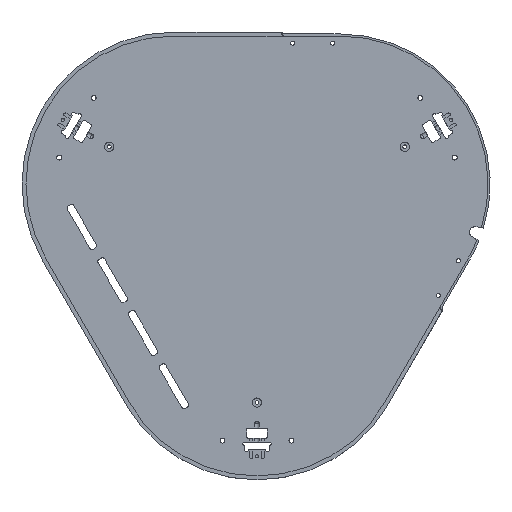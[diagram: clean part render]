
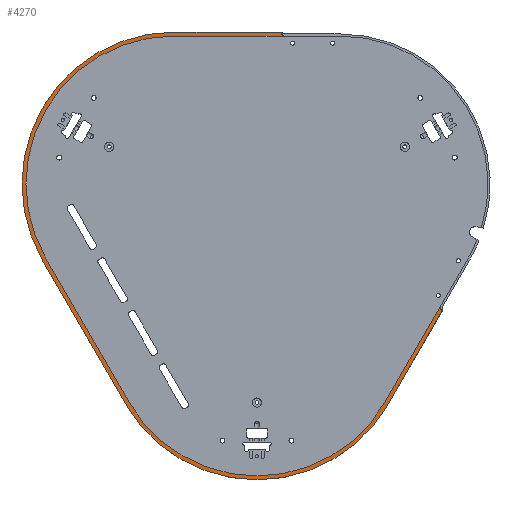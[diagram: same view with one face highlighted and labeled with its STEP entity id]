
A CAD part, top view. The second image highlights one B-rep face of the part: STEP entity #4270.
In plain terms, the highlighted planar face has unit normal (0, 0, 1).
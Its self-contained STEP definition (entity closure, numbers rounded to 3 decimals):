
#229=PLANE('',#4634);
#386=FACE_OUTER_BOUND('',#655,.T.);
#655=EDGE_LOOP('',(#3481,#3482,#3483,#3484,#3485,#3486,#3487,#3488,#3489,
#3490,#3491,#3492));
#980=LINE('',#6888,#1451);
#985=LINE('',#6902,#1456);
#988=LINE('',#6910,#1459);
#991=LINE('',#6917,#1462);
#992=LINE('',#6920,#1463);
#993=LINE('',#6924,#1464);
#1451=VECTOR('',#5470,87.3);
#1456=VECTOR('',#5485,90.5);
#1459=VECTOR('',#5494,135.);
#1462=VECTOR('',#5503,90.5);
#1463=VECTOR('',#5506,87.3);
#1464=VECTOR('',#5509,135.);
#1885=CIRCLE('',#4624,3.2);
#1886=CIRCLE('',#4626,3.2);
#1887=CIRCLE('',#4629,120.207);
#1888=CIRCLE('',#4632,120.207);
#1889=CIRCLE('',#4635,123.407);
#1890=CIRCLE('',#4636,123.407);
#2254=VERTEX_POINT('',#6885);
#2255=VERTEX_POINT('',#6887);
#2256=VERTEX_POINT('',#6891);
#2257=VERTEX_POINT('',#6895);
#2258=VERTEX_POINT('',#6896);
#2259=VERTEX_POINT('',#6901);
#2260=VERTEX_POINT('',#6905);
#2261=VERTEX_POINT('',#6909);
#2262=VERTEX_POINT('',#6913);
#2263=VERTEX_POINT('',#6919);
#2264=VERTEX_POINT('',#6921);
#2265=VERTEX_POINT('',#6923);
#2701=EDGE_CURVE('',#2254,#2255,#980,.T.);
#2703=EDGE_CURVE('',#2254,#2256,#1885,.T.);
#2705=EDGE_CURVE('',#2257,#2258,#1886,.T.);
#2708=EDGE_CURVE('',#2257,#2259,#985,.T.);
#2710=EDGE_CURVE('',#2259,#2260,#1887,.T.);
#2712=EDGE_CURVE('',#2260,#2261,#988,.T.);
#2714=EDGE_CURVE('',#2261,#2262,#1888,.T.);
#2716=EDGE_CURVE('',#2262,#2256,#991,.T.);
#2717=EDGE_CURVE('',#2263,#2258,#992,.T.);
#2718=EDGE_CURVE('',#2264,#2263,#1889,.T.);
#2719=EDGE_CURVE('',#2265,#2264,#993,.T.);
#2720=EDGE_CURVE('',#2255,#2265,#1890,.T.);
#3481=ORIENTED_EDGE('',*,*,#2705,.T.);
#3482=ORIENTED_EDGE('',*,*,#2717,.F.);
#3483=ORIENTED_EDGE('',*,*,#2718,.F.);
#3484=ORIENTED_EDGE('',*,*,#2719,.F.);
#3485=ORIENTED_EDGE('',*,*,#2720,.F.);
#3486=ORIENTED_EDGE('',*,*,#2701,.F.);
#3487=ORIENTED_EDGE('',*,*,#2703,.T.);
#3488=ORIENTED_EDGE('',*,*,#2716,.F.);
#3489=ORIENTED_EDGE('',*,*,#2714,.F.);
#3490=ORIENTED_EDGE('',*,*,#2712,.F.);
#3491=ORIENTED_EDGE('',*,*,#2710,.F.);
#3492=ORIENTED_EDGE('',*,*,#2708,.F.);
#4270=ADVANCED_FACE('',(#386),#229,.T.);
#4624=AXIS2_PLACEMENT_3D('',#6892,#5474,#5475);
#4626=AXIS2_PLACEMENT_3D('',#6897,#5479,#5480);
#4629=AXIS2_PLACEMENT_3D('',#6906,#5489,#5490);
#4632=AXIS2_PLACEMENT_3D('',#6914,#5498,#5499);
#4634=AXIS2_PLACEMENT_3D('',#6918,#5504,#5505);
#4635=AXIS2_PLACEMENT_3D('',#6922,#5507,#5508);
#4636=AXIS2_PLACEMENT_3D('',#6925,#5510,#5511);
#5470=DIRECTION('',(-0.5,-0.866,0.));
#5474=DIRECTION('center_axis',(0.,0.,-1.));
#5475=DIRECTION('ref_axis',(-0.866,0.5,0.));
#5479=DIRECTION('center_axis',(0.,0.,-1.));
#5480=DIRECTION('ref_axis',(-1.,0.,0.));
#5485=DIRECTION('',(-1.,0.,0.));
#5489=DIRECTION('center_axis',(0.,0.,1.));
#5490=DIRECTION('ref_axis',(0.,1.,0.));
#5494=DIRECTION('',(0.5,-0.866,0.));
#5498=DIRECTION('center_axis',(0.,0.,1.));
#5499=DIRECTION('ref_axis',(-0.866,-0.5,0.));
#5503=DIRECTION('',(0.5,0.866,0.));
#5504=DIRECTION('center_axis',(0.,0.,1.));
#5505=DIRECTION('ref_axis',(1.,0.,0.));
#5506=DIRECTION('',(1.,0.,0.));
#5507=DIRECTION('center_axis',(0.,0.,-1.));
#5508=DIRECTION('ref_axis',(0.,1.,0.));
#5509=DIRECTION('',(-0.5,0.866,0.));
#5510=DIRECTION('center_axis',(0.,0.,-1.));
#5511=DIRECTION('ref_axis',(-0.866,-0.5,0.));
#6885=CARTESIAN_POINT('',(178.523,105.403,7.));
#6887=CARTESIAN_POINT('',(134.873,29.799,7.));
#6888=CARTESIAN_POINT('',(151.748,59.028,7.));
#6891=CARTESIAN_POINT('',(177.352,109.775,7.));
#6892=CARTESIAN_POINT('Origin',(180.123,108.175,7.));
#6895=CARTESIAN_POINT('',(51.,328.623,7.));
#6896=CARTESIAN_POINT('',(47.8,331.823,7.));
#6897=CARTESIAN_POINT('Origin',(51.,331.823,7.));
#6901=CARTESIAN_POINT('',(-39.5,328.623,7.));
#6902=CARTESIAN_POINT('',(-5.75,328.623,7.));
#6905=CARTESIAN_POINT('',(-143.602,148.313,7.));
#6906=CARTESIAN_POINT('Origin',(-39.5,208.416,7.));
#6909=CARTESIAN_POINT('',(-76.102,31.399,7.));
#6910=CARTESIAN_POINT('',(-92.977,60.628,7.));
#6913=CARTESIAN_POINT('',(132.102,31.399,7.));
#6914=CARTESIAN_POINT('Origin',(28.,91.503,7.));
#6917=CARTESIAN_POINT('',(182.727,119.084,7.));
#6918=CARTESIAN_POINT('Origin',(28.,169.445,7.));
#6919=CARTESIAN_POINT('',(-39.5,331.823,7.));
#6920=CARTESIAN_POINT('',(61.75,331.823,7.));
#6921=CARTESIAN_POINT('',(-146.373,146.713,7.));
#6922=CARTESIAN_POINT('Origin',(-39.5,208.416,7.));
#6923=CARTESIAN_POINT('',(-78.873,29.799,7.));
#6924=CARTESIAN_POINT('',(-129.498,117.484,7.));
#6925=CARTESIAN_POINT('Origin',(28.,91.503,7.));
